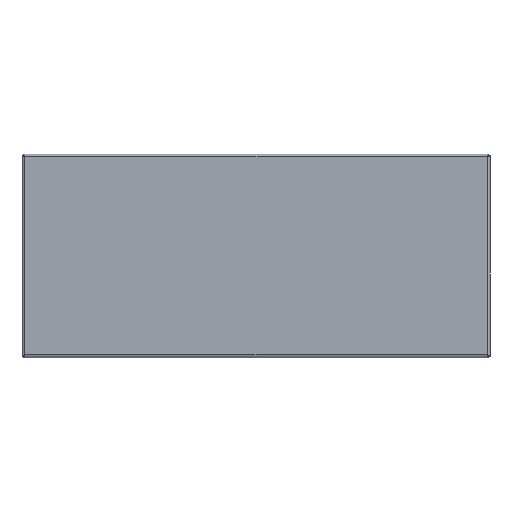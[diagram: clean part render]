
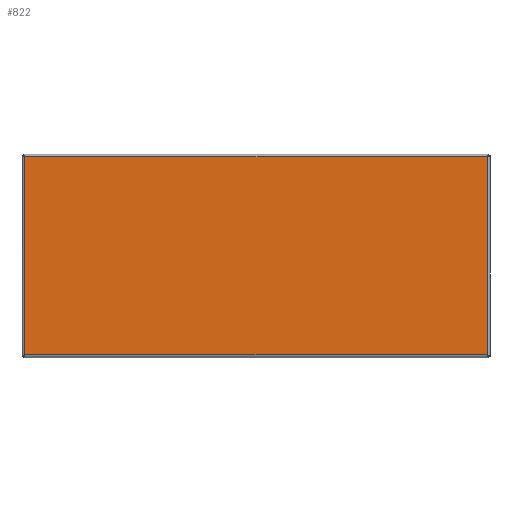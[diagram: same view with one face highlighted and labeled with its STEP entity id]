
A CAD part, top view. The second image highlights one B-rep face of the part: STEP entity #822.
In plain terms, the highlighted planar face has unit normal (0, 0, 1).
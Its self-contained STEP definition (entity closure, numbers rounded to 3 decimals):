
#130=FACE_OUTER_BOUND('',#182,.T.);
#182=EDGE_LOOP('',(#652,#653,#654,#655));
#226=LINE('',#1464,#288);
#232=LINE('',#1530,#294);
#239=LINE('',#1596,#301);
#245=LINE('',#1660,#307);
#288=VECTOR('',#957,10.);
#294=VECTOR('',#969,10.);
#301=VECTOR('',#982,10.);
#307=VECTOR('',#994,10.);
#370=VERTEX_POINT('',#1455);
#371=VERTEX_POINT('',#1463);
#374=VERTEX_POINT('',#1529);
#376=VERTEX_POINT('',#1595);
#445=EDGE_CURVE('',#371,#370,#226,.T.);
#453=EDGE_CURVE('',#374,#371,#232,.T.);
#462=EDGE_CURVE('',#376,#374,#239,.T.);
#470=EDGE_CURVE('',#370,#376,#245,.T.);
#652=ORIENTED_EDGE('',*,*,#445,.T.);
#653=ORIENTED_EDGE('',*,*,#470,.T.);
#654=ORIENTED_EDGE('',*,*,#462,.T.);
#655=ORIENTED_EDGE('',*,*,#453,.T.);
#725=PLANE('',#877);
#822=ADVANCED_FACE('',(#130),#725,.F.);
#877=AXIS2_PLACEMENT_3D('',#1713,#1003,#1004);
#957=DIRECTION('',(0.,1.,0.));
#969=DIRECTION('',(1.,0.,0.));
#982=DIRECTION('',(0.,-1.,0.));
#994=DIRECTION('',(-1.,0.,0.));
#1003=DIRECTION('center_axis',(0.,0.,-1.));
#1004=DIRECTION('ref_axis',(-1.,0.,0.));
#1455=CARTESIAN_POINT('',(345.75,148.,99.));
#1463=CARTESIAN_POINT('',(345.75,-148.,99.));
#1464=CARTESIAN_POINT('',(345.75,-74.,99.));
#1529=CARTESIAN_POINT('',(-345.75,-148.,99.));
#1530=CARTESIAN_POINT('',(-172.875,-148.,99.));
#1595=CARTESIAN_POINT('',(-345.75,148.,99.));
#1596=CARTESIAN_POINT('',(-345.75,74.,99.));
#1660=CARTESIAN_POINT('',(172.875,148.,99.));
#1713=CARTESIAN_POINT('Origin',(0.,0.,
99.));
